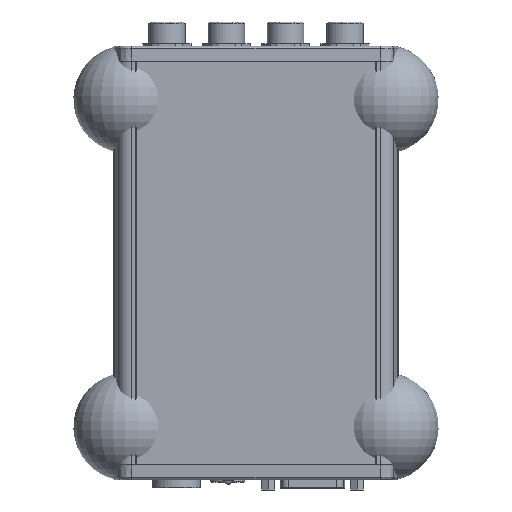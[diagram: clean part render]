
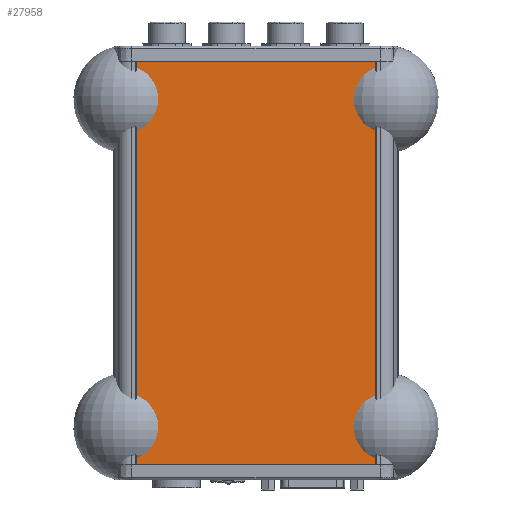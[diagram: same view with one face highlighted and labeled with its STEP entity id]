
A CAD part, front view. The second image highlights one B-rep face of the part: STEP entity #27958.
In plain terms, the highlighted planar face has unit normal (0, -1, 0).
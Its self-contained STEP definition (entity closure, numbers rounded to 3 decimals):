
#3226=PLANE('',#29652);
#3959=VECTOR('',#31927,1.);
#3961=VECTOR('',#31930,1.);
#3962=VECTOR('',#31931,1.);
#3963=VECTOR('',#31932,1.);
#6155=LINE('',#37689,#3959);
#6157=LINE('',#37693,#3961);
#6158=LINE('',#37695,#3962);
#6159=LINE('',#37697,#3963);
#8368=VERTEX_POINT('',#37688);
#8369=VERTEX_POINT('',#37690);
#8370=VERTEX_POINT('',#37694);
#8371=VERTEX_POINT('',#37696);
#11897=EDGE_CURVE('',#8369,#8368,#6155,.T.);
#11899=EDGE_CURVE('',#8368,#8370,#6157,.T.);
#11900=EDGE_CURVE('',#8371,#8370,#6158,.T.);
#11901=EDGE_CURVE('',#8369,#8371,#6159,.T.);
#15961=ORIENTED_EDGE('',*,*,#11899,.T.);
#15962=ORIENTED_EDGE('',*,*,#11900,.F.);
#15963=ORIENTED_EDGE('',*,*,#11901,.F.);
#15964=ORIENTED_EDGE('',*,*,#11897,.T.);
#23927=EDGE_LOOP('',(#15961,#15962,#15963,#15964));
#25942=FACE_BOUND('',#23927,.T.);
#27958=ADVANCED_FACE('',(#25942),#3226,.T.);
#29652=AXIS2_PLACEMENT_3D('',#37692,#31929,$);
#31927=DIRECTION('',(0.,0.,1.));
#31929=DIRECTION('',(0.,-1.,0.));
#31930=DIRECTION('',(-1.,0.,0.));
#31931=DIRECTION('',(0.,0.,1.));
#31932=DIRECTION('',(-1.,0.,0.));
#37688=CARTESIAN_POINT('',(44.5,-15.,50.));
#37689=CARTESIAN_POINT('',(44.5,-15.,-100.));
#37690=CARTESIAN_POINT('',(44.5,-15.,-100.));
#37692=CARTESIAN_POINT('',(44.5,-15.,-100.));
#37693=CARTESIAN_POINT('',(44.5,-15.,50.));
#37694=CARTESIAN_POINT('',(-44.5,-15.,50.));
#37695=CARTESIAN_POINT('',(-44.5,-15.,-100.));
#37696=CARTESIAN_POINT('',(-44.5,-15.,-100.));
#37697=CARTESIAN_POINT('',(44.5,-15.,-100.));
